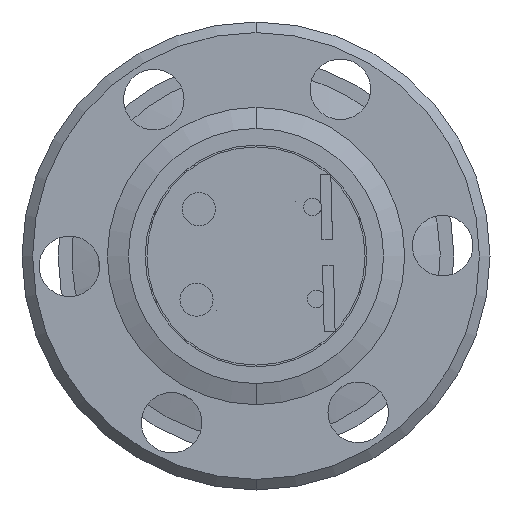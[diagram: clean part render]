
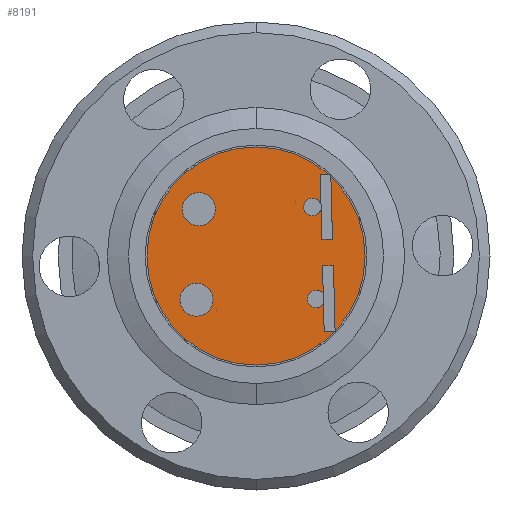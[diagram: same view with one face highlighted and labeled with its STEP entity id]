
A CAD part, front view. The second image highlights one B-rep face of the part: STEP entity #8191.
In plain terms, the highlighted planar face has unit normal (0, -1, 0).
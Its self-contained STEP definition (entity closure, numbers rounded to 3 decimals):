
#141 = DIRECTION ( 'NONE',  ( 0., 1., 0. ) ) ;
#246 = EDGE_CURVE ( 'NONE', #350, #5097, #4457, .T. ) ;
#258 = VERTEX_POINT ( 'NONE', #2098 ) ;
#267 = EDGE_CURVE ( 'NONE', #258, #8493, #10578, .T. ) ;
#350 = VERTEX_POINT ( 'NONE', #8999 ) ;
#368 = VERTEX_POINT ( 'NONE', #10685 ) ;
#370 = CARTESIAN_POINT ( 'NONE',  ( -4.293, -54.187, -3.154 ) ) ;
#518 = FACE_BOUND ( 'NONE', #6152, .T. ) ;
#593 = DIRECTION ( 'NONE',  ( 0., 0., -1. ) ) ;
#825 = DIRECTION ( 'NONE',  ( 0., 1., 0. ) ) ;
#939 = AXIS2_PLACEMENT_3D ( 'NONE', #3023, #8859, #3882 ) ;
#975 = ORIENTED_EDGE ( 'NONE', *, *, #8024, .T. ) ;
#990 = VERTEX_POINT ( 'NONE', #4488 ) ;
#1132 = AXIS2_PLACEMENT_3D ( 'NONE', #1671, #7514, #2490 ) ;
#1205 = CIRCLE ( 'NONE', #1213, 0.001 ) ;
#1213 = AXIS2_PLACEMENT_3D ( 'NONE', #7493, #2470, #8356 ) ;
#1224 = DIRECTION ( 'NONE',  ( 0., 0., -1. ) ) ;
#1298 = DIRECTION ( 'NONE',  ( 0., 1., 0. ) ) ;
#1376 = EDGE_CURVE ( 'NONE', #8493, #258, #3495, .T. ) ;
#1451 = DIRECTION ( 'NONE',  ( 0., 1., 0. ) ) ;
#1671 = CARTESIAN_POINT ( 'NONE',  ( -2.82, -54.187, -3.916 ) ) ;
#1974 = CARTESIAN_POINT ( 'NONE',  ( 2.82, -54.187, 3.917 ) ) ;
#2088 = CARTESIAN_POINT ( 'NONE',  ( 4.715, -54.187, 3.534 ) ) ;
#2098 = CARTESIAN_POINT ( 'NONE',  ( 3.445, -54.187, 3.534 ) ) ;
#2249 = EDGE_LOOP ( 'NONE', ( #9805, #6814 ) ) ;
#2263 = EDGE_CURVE ( 'NONE', #9475, #9166, #9392, .T. ) ;
#2321 = VERTEX_POINT ( 'NONE', #9741 ) ;
#2470 = DIRECTION ( 'NONE',  ( 0., 1., 0. ) ) ;
#2490 = DIRECTION ( 'NONE',  ( 0., 0., -1. ) ) ;
#2577 = CARTESIAN_POINT ( 'NONE',  ( 0., -54.187, 7.874 ) ) ;
#2616 = EDGE_CURVE ( 'NONE', #8698, #10403, #5442, .T. ) ;
#2636 = DIRECTION ( 'NONE',  ( 0., 1., 0. ) ) ;
#2735 = FACE_OUTER_BOUND ( 'NONE', #10098, .T. ) ;
#2890 = ORIENTED_EDGE ( 'NONE', *, *, #6907, .F. ) ;
#2976 = AXIS2_PLACEMENT_3D ( 'NONE', #6456, #1451, #7294 ) ;
#3004 = CARTESIAN_POINT ( 'NONE',  ( 4.333, -54.187, -2.467 ) ) ;
#3023 = CARTESIAN_POINT ( 'NONE',  ( 4.08, -54.187, 3.534 ) ) ;
#3386 = DIRECTION ( 'NONE',  ( 0., -1., 0. ) ) ;
#3495 = CIRCLE ( 'NONE', #10739, 0.635 ) ;
#3721 = VERTEX_POINT ( 'NONE', #9031 ) ;
#3870 = DIRECTION ( 'NONE',  ( 0., 1., 0. ) ) ;
#3882 = DIRECTION ( 'NONE',  ( 1., 0., 0. ) ) ;
#3971 = CARTESIAN_POINT ( 'NONE',  ( -4.293, -54.187, -4.348 ) ) ;
#4016 = AXIS2_PLACEMENT_3D ( 'NONE', #5817, #825, #6665 ) ;
#4051 = ORIENTED_EDGE ( 'NONE', *, *, #7469, .T. ) ;
#4087 = CIRCLE ( 'NONE', #5818, 1.194 ) ;
#4223 = DIRECTION ( 'NONE',  ( 0., 1., 0. ) ) ;
#4457 = CIRCLE ( 'NONE', #8965, 0.635 ) ;
#4470 = EDGE_LOOP ( 'NONE', ( #975, #5910 ) ) ;
#4472 = VERTEX_POINT ( 'NONE', #6165 ) ;
#4488 = CARTESIAN_POINT ( 'NONE',  ( -2.82, -54.187, -3.915 ) ) ;
#4519 = CIRCLE ( 'NONE', #4016, 1.194 ) ;
#4542 = DIRECTION ( 'NONE',  ( 0., 1., 0. ) ) ;
#4698 = EDGE_LOOP ( 'NONE', ( #4828, #6323 ) ) ;
#4719 = FACE_BOUND ( 'NONE', #7042, .T. ) ;
#4828 = ORIENTED_EDGE ( 'NONE', *, *, #10419, .T. ) ;
#4930 = CARTESIAN_POINT ( 'NONE',  ( 0., -54.187, 0. ) ) ;
#4980 = FACE_BOUND ( 'NONE', #10684, .T. ) ;
#5097 = VERTEX_POINT ( 'NONE', #3004 ) ;
#5175 = CARTESIAN_POINT ( 'NONE',  ( -4.132, -54.187, 3.384 ) ) ;
#5207 = ORIENTED_EDGE ( 'NONE', *, *, #267, .T. ) ;
#5354 = AXIS2_PLACEMENT_3D ( 'NONE', #7660, #2636, #8519 ) ;
#5369 = ORIENTED_EDGE ( 'NONE', *, *, #1376, .T. ) ;
#5442 = CIRCLE ( 'NONE', #5354, 7.874 ) ;
#5470 = ORIENTED_EDGE ( 'NONE', *, *, #7404, .T. ) ;
#5574 = VERTEX_POINT ( 'NONE', #1974 ) ;
#5582 = EDGE_CURVE ( 'NONE', #990, #368, #9078, .T. ) ;
#5604 = DIRECTION ( 'NONE',  ( 0., 1., 0. ) ) ;
#5762 = DIRECTION ( 'NONE',  ( 0., 0., 1. ) ) ;
#5817 = CARTESIAN_POINT ( 'NONE',  ( -4.132, -54.187, 3.384 ) ) ;
#5818 = AXIS2_PLACEMENT_3D ( 'NONE', #370, #6225, #1224 ) ;
#5863 = EDGE_CURVE ( 'NONE', #3721, #2321, #4519, .T. ) ;
#5910 = ORIENTED_EDGE ( 'NONE', *, *, #2263, .T. ) ;
#6011 = DIRECTION ( 'NONE',  ( 1., 0., 0. ) ) ;
#6152 = EDGE_LOOP ( 'NONE', ( #4051, #5470 ) ) ;
#6165 = CARTESIAN_POINT ( 'NONE',  ( 2.82, -54.187, 3.915 ) ) ;
#6225 = DIRECTION ( 'NONE',  ( 0., 1., 0. ) ) ;
#6311 = CARTESIAN_POINT ( 'NONE',  ( 4.333, -54.187, -3.102 ) ) ;
#6323 = ORIENTED_EDGE ( 'NONE', *, *, #5863, .T. ) ;
#6450 = EDGE_CURVE ( 'NONE', #368, #990, #7879, .T. ) ;
#6456 = CARTESIAN_POINT ( 'NONE',  ( 4.333, -54.187, -3.102 ) ) ;
#6639 = CARTESIAN_POINT ( 'NONE',  ( 0., -54.187, -7.874 ) ) ;
#6665 = DIRECTION ( 'NONE',  ( 1., 0., 0. ) ) ;
#6814 = ORIENTED_EDGE ( 'NONE', *, *, #5582, .T. ) ;
#6907 = EDGE_CURVE ( 'NONE', #10403, #8698, #7343, .T. ) ;
#6914 = FACE_BOUND ( 'NONE', #4470, .T. ) ;
#7042 = EDGE_LOOP ( 'NONE', ( #7584, #10615 ) ) ;
#7125 = DIRECTION ( 'NONE',  ( 0., 0., -1. ) ) ;
#7294 = DIRECTION ( 'NONE',  ( 0., 0., -1. ) ) ;
#7343 = CIRCLE ( 'NONE', #7415, 7.874 ) ;
#7404 = EDGE_CURVE ( 'NONE', #5574, #4472, #10094, .T. ) ;
#7415 = AXIS2_PLACEMENT_3D ( 'NONE', #4930, #10773, #5762 ) ;
#7436 = AXIS2_PLACEMENT_3D ( 'NONE', #8847, #3870, #9714 ) ;
#7441 = FACE_BOUND ( 'NONE', #2249, .T. ) ;
#7469 = EDGE_CURVE ( 'NONE', #4472, #5574, #1205, .T. ) ;
#7493 = CARTESIAN_POINT ( 'NONE',  ( 2.82, -54.187, 3.916 ) ) ;
#7514 = DIRECTION ( 'NONE',  ( 0., 1., 0. ) ) ;
#7584 = ORIENTED_EDGE ( 'NONE', *, *, #246, .T. ) ;
#7660 = CARTESIAN_POINT ( 'NONE',  ( 0., -54.187, 0. ) ) ;
#7879 = CIRCLE ( 'NONE', #1132, 0.001 ) ;
#8024 = EDGE_CURVE ( 'NONE', #9166, #9475, #4087, .T. ) ;
#8106 = ORIENTED_EDGE ( 'NONE', *, *, #2616, .F. ) ;
#8191 = ADVANCED_FACE ( 'NONE', ( #4980, #2735, #7441, #518, #9157, #6914, #4719 ), #9190, .T. ) ;
#8356 = DIRECTION ( 'NONE',  ( 0., 0., -1. ) ) ;
#8377 = AXIS2_PLACEMENT_3D ( 'NONE', #5175, #141, #6011 ) ;
#8386 = CARTESIAN_POINT ( 'NONE',  ( 0., -54.187, 0. ) ) ;
#8422 = AXIS2_PLACEMENT_3D ( 'NONE', #8386, #3386, #9220 ) ;
#8493 = VERTEX_POINT ( 'NONE', #2088 ) ;
#8519 = DIRECTION ( 'NONE',  ( 0., 0., 1. ) ) ;
#8693 = AXIS2_PLACEMENT_3D ( 'NONE', #10620, #5604, #593 ) ;
#8698 = VERTEX_POINT ( 'NONE', #6639 ) ;
#8794 = CARTESIAN_POINT ( 'NONE',  ( -4.293, -54.187, -1.96 ) ) ;
#8847 = CARTESIAN_POINT ( 'NONE',  ( -4.293, -54.187, -3.154 ) ) ;
#8859 = DIRECTION ( 'NONE',  ( 0., 1., 0. ) ) ;
#8860 = CIRCLE ( 'NONE', #2976, 0.635 ) ;
#8965 = AXIS2_PLACEMENT_3D ( 'NONE', #6311, #1298, #7125 ) ;
#8999 = CARTESIAN_POINT ( 'NONE',  ( 4.333, -54.187, -3.737 ) ) ;
#9031 = CARTESIAN_POINT ( 'NONE',  ( -5.326, -54.187, 3.384 ) ) ;
#9078 = CIRCLE ( 'NONE', #9457, 0.001 ) ;
#9157 = FACE_BOUND ( 'NONE', #4698, .T. ) ;
#9166 = VERTEX_POINT ( 'NONE', #3971 ) ;
#9190 = PLANE ( 'NONE',  #8422 ) ;
#9204 = CARTESIAN_POINT ( 'NONE',  ( 4.08, -54.187, 3.534 ) ) ;
#9220 = DIRECTION ( 'NONE',  ( 0., 0., -1. ) ) ;
#9392 = CIRCLE ( 'NONE', #7436, 1.194 ) ;
#9457 = AXIS2_PLACEMENT_3D ( 'NONE', #9532, #4542, #10380 ) ;
#9475 = VERTEX_POINT ( 'NONE', #8794 ) ;
#9532 = CARTESIAN_POINT ( 'NONE',  ( -2.82, -54.187, -3.916 ) ) ;
#9714 = DIRECTION ( 'NONE',  ( 0., 0., -1. ) ) ;
#9741 = CARTESIAN_POINT ( 'NONE',  ( -2.938, -54.187, 3.384 ) ) ;
#9805 = ORIENTED_EDGE ( 'NONE', *, *, #6450, .T. ) ;
#10048 = DIRECTION ( 'NONE',  ( 1., 0., 0. ) ) ;
#10094 = CIRCLE ( 'NONE', #8693, 0.001 ) ;
#10098 = EDGE_LOOP ( 'NONE', ( #2890, #8106 ) ) ;
#10165 = CIRCLE ( 'NONE', #8377, 1.194 ) ;
#10175 = EDGE_CURVE ( 'NONE', #5097, #350, #8860, .T. ) ;
#10380 = DIRECTION ( 'NONE',  ( 0., 0., -1. ) ) ;
#10403 = VERTEX_POINT ( 'NONE', #2577 ) ;
#10419 = EDGE_CURVE ( 'NONE', #2321, #3721, #10165, .T. ) ;
#10578 = CIRCLE ( 'NONE', #939, 0.635 ) ;
#10615 = ORIENTED_EDGE ( 'NONE', *, *, #10175, .T. ) ;
#10620 = CARTESIAN_POINT ( 'NONE',  ( 2.82, -54.187, 3.916 ) ) ;
#10684 = EDGE_LOOP ( 'NONE', ( #5369, #5207 ) ) ;
#10685 = CARTESIAN_POINT ( 'NONE',  ( -2.82, -54.187, -3.917 ) ) ;
#10739 = AXIS2_PLACEMENT_3D ( 'NONE', #9204, #4223, #10048 ) ;
#10773 = DIRECTION ( 'NONE',  ( 0., 1., 0. ) ) ;
